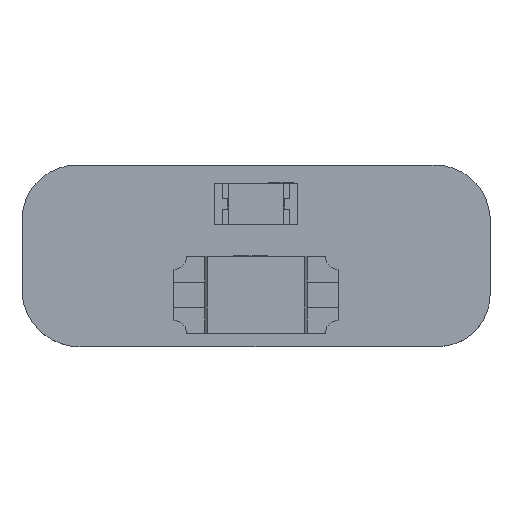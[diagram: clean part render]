
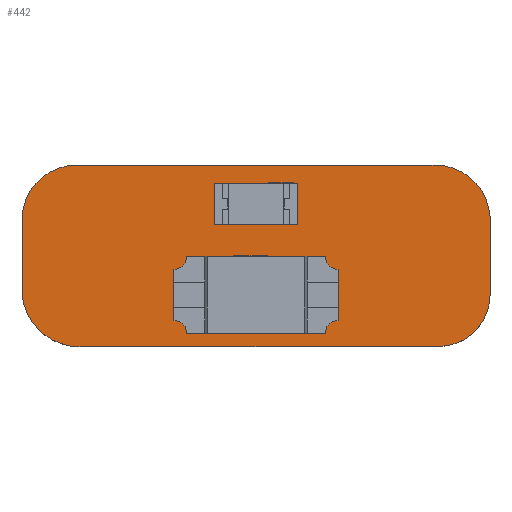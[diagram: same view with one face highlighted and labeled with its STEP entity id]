
A CAD part, top view. The second image highlights one B-rep face of the part: STEP entity #442.
In plain terms, the highlighted planar face has unit normal (0, 0, 1).
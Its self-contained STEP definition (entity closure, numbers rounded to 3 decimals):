
#43 = VERTEX_POINT('',#44);
#44 = CARTESIAN_POINT('',(-3.303,-1.765,1.)
  );
#50 = EDGE_CURVE('',#43,#51,#53,.T.);
#51 = VERTEX_POINT('',#52);
#52 = CARTESIAN_POINT('',(-3.429,-1.772,1.
    ));
#53 = CIRCLE('',#54,1.137);
#54 = AXIS2_PLACEMENT_3D('',#55,#56,#57);
#55 = CARTESIAN_POINT('',(-3.429,-0.635,1.));
#56 = DIRECTION('',(0.,0.,-1.));
#57 = DIRECTION('',(0.11,-0.994,0.));
#83 = EDGE_CURVE('',#51,#84,#86,.T.);
#84 = VERTEX_POINT('',#85);
#85 = CARTESIAN_POINT('',(-4.559,-0.761,1.
    ));
#86 = CIRCLE('',#87,1.137);
#87 = AXIS2_PLACEMENT_3D('',#88,#89,#90);
#88 = CARTESIAN_POINT('',(-3.429,-0.635,1.));
#89 = DIRECTION('',(-0.,0.,-1.));
#90 = DIRECTION('',(0.,-1.,-0.));
#116 = EDGE_CURVE('',#84,#117,#119,.T.);
#117 = VERTEX_POINT('',#118);
#118 = CARTESIAN_POINT('',(-4.559,0.762,1.
    ));
#119 = LINE('',#120,#121);
#120 = CARTESIAN_POINT('',(-4.559,-0.761,
    1.));
#121 = VECTOR('',#122,1.);
#122 = DIRECTION('',(0.,1.,0.));
#147 = EDGE_CURVE('',#117,#148,#150,.T.);
#148 = VERTEX_POINT('',#149);
#149 = CARTESIAN_POINT('',(-3.493,1.767,1.
    ));
#150 = CIRCLE('',#151,1.068);
#151 = AXIS2_PLACEMENT_3D('',#152,#153,#154);
#152 = CARTESIAN_POINT('',(-3.493,0.699,1.
    ));
#153 = DIRECTION('',(0.,0.,-1.));
#154 = DIRECTION('',(-0.998,0.058,0.));
#180 = EDGE_CURVE('',#148,#181,#183,.T.);
#181 = VERTEX_POINT('',#182);
#182 = CARTESIAN_POINT('',(-3.43,1.765,1.
    ));
#183 = CIRCLE('',#184,1.068);
#184 = AXIS2_PLACEMENT_3D('',#185,#186,#187);
#185 = CARTESIAN_POINT('',(-3.493,0.699,1.
    ));
#186 = DIRECTION('',(0.,0.,-1.));
#187 = DIRECTION('',(0.,1.,0.));
#213 = EDGE_CURVE('',#181,#214,#216,.T.);
#214 = VERTEX_POINT('',#215);
#215 = CARTESIAN_POINT('',(3.429,1.765,1.)
  );
#216 = LINE('',#217,#218);
#217 = CARTESIAN_POINT('',(-3.43,1.765,1.
    ));
#218 = VECTOR('',#219,1.);
#219 = DIRECTION('',(1.,0.,0.));
#244 = EDGE_CURVE('',#214,#245,#247,.T.);
#245 = VERTEX_POINT('',#246);
#246 = CARTESIAN_POINT('',(3.492,1.767,1.)
  );
#247 = CIRCLE('',#248,1.081);
#248 = AXIS2_PLACEMENT_3D('',#249,#250,#251);
#249 = CARTESIAN_POINT('',(3.492,0.686,1.));
#250 = DIRECTION('',(0.,0.,-1.));
#251 = DIRECTION('',(-0.059,0.998,0.));
#277 = EDGE_CURVE('',#245,#278,#280,.T.);
#278 = VERTEX_POINT('',#279);
#279 = CARTESIAN_POINT('',(4.559,0.762,1.)
  );
#280 = CIRCLE('',#281,1.069);
#281 = AXIS2_PLACEMENT_3D('',#282,#283,#284);
#282 = CARTESIAN_POINT('',(3.492,0.699,1.));
#283 = DIRECTION('',(0.,0.,-1.));
#284 = DIRECTION('',(0.,1.,0.));
#310 = EDGE_CURVE('',#278,#311,#313,.T.);
#311 = VERTEX_POINT('',#312);
#312 = CARTESIAN_POINT('',(4.559,-0.762,1.
    ));
#313 = LINE('',#314,#315);
#314 = CARTESIAN_POINT('',(4.559,0.762,1.)
  );
#315 = VECTOR('',#316,1.);
#316 = DIRECTION('',(0.,-1.,0.));
#341 = EDGE_CURVE('',#311,#342,#344,.T.);
#342 = VERTEX_POINT('',#343);
#343 = CARTESIAN_POINT('',(3.556,-1.765,1.
    ));
#344 = CIRCLE('',#345,1.003);
#345 = AXIS2_PLACEMENT_3D('',#346,#347,#348);
#346 = CARTESIAN_POINT('',(3.556,-0.762,1.));
#347 = DIRECTION('',(0.,0.,-1.));
#348 = DIRECTION('',(1.,0.,0.));
#374 = EDGE_CURVE('',#342,#375,#377,.T.);
#375 = VERTEX_POINT('',#376);
#376 = CARTESIAN_POINT('',(-3.302,-1.765,
    1.));
#377 = LINE('',#378,#379);
#378 = CARTESIAN_POINT('',(3.556,-1.765,1.
    ));
#379 = VECTOR('',#380,1.);
#380 = DIRECTION('',(-1.,0.,0.));
#405 = EDGE_CURVE('',#375,#43,#406,.T.);
#406 = LINE('',#407,#408);
#407 = CARTESIAN_POINT('',(-3.302,-1.765,
    1.));
#408 = VECTOR('',#409,1.);
#409 = DIRECTION('',(-0.998,-0.055,0.));
#442 = ADVANCED_FACE('',(#443),#457,.F.);
#443 = FACE_BOUND('',#444,.F.);
#444 = EDGE_LOOP('',(#445,#446,#447,#448,#449,#450,#451,#452,#453,#454,
    #455,#456));
#445 = ORIENTED_EDGE('',*,*,#50,.T.);
#446 = ORIENTED_EDGE('',*,*,#83,.T.);
#447 = ORIENTED_EDGE('',*,*,#116,.T.);
#448 = ORIENTED_EDGE('',*,*,#147,.T.);
#449 = ORIENTED_EDGE('',*,*,#180,.T.);
#450 = ORIENTED_EDGE('',*,*,#213,.T.);
#451 = ORIENTED_EDGE('',*,*,#244,.T.);
#452 = ORIENTED_EDGE('',*,*,#277,.T.);
#453 = ORIENTED_EDGE('',*,*,#310,.T.);
#454 = ORIENTED_EDGE('',*,*,#341,.T.);
#455 = ORIENTED_EDGE('',*,*,#374,.T.);
#456 = ORIENTED_EDGE('',*,*,#405,.T.);
#457 = PLANE('',#458);
#458 = AXIS2_PLACEMENT_3D('',#459,#460,#461);
#459 = CARTESIAN_POINT('',(0.009,0.,
    1.));
#460 = DIRECTION('',(-0.,-0.,-1.));
#461 = DIRECTION('',(-1.,0.,0.));
